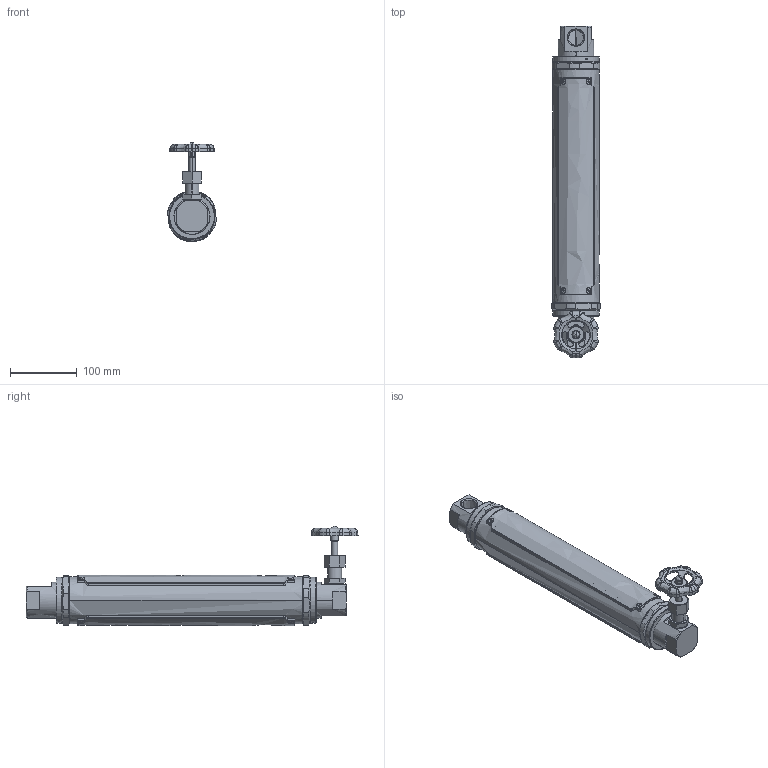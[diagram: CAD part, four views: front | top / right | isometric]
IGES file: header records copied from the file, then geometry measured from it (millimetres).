
Start section: SolidWorks IGES file using analytic representation for surfaces
Global section: file name: 1610-MJ-3-AA-1-0.IGS; native system: SolidWorks 2019; preprocessor: SolidWorks 2019; author: cfehr; date: 190531.151641; units: inch
Bounding box: 73.37 x 496.85 x 148.4 mm (x, y, z)
Surface area: 234889.6 mm2 (no closed solid volume)
Topology: 0 solids, 0 shells, 542 faces, 6952 edges, 6932 vertices
Faces by surface type: bspline 297, revolution 245
